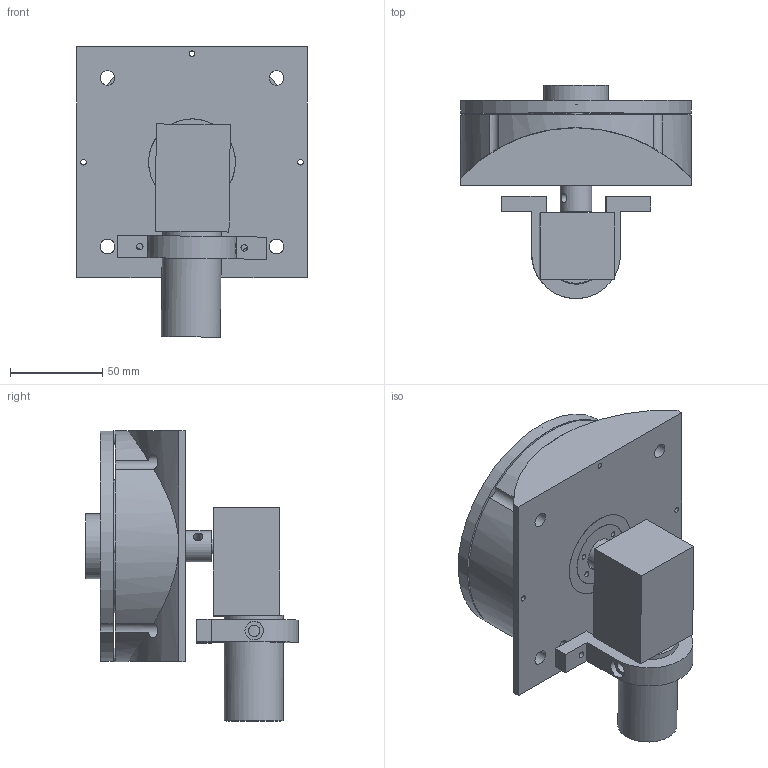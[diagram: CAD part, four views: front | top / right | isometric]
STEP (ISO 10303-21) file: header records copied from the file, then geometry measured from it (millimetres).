
FILE_DESCRIPTION(/* description */ (''),/* implementation_level */ '2;1');
FILE_NAME(/* name */ 'CycloidDrive.stp',/* time_stamp */ '2025-10-24T01:20:20-05:00',/* author */ ('aul12'),/* organization */ (''),/* preprocessor_version */ 'ST-DEVELOPER v19.2',/* originating_system */ 'Autodesk Inventor 2024',/* authorisation */ '');
FILE_SCHEMA (('AUTOMOTIVE_DESIGN { 1 0 10303 214 3 1 1 }'));
Length unit declared in the file: millimetre
Products named in the file (14): CycloidDrive; OuterShell; BearingAPart; InputShaft; 17x30Bearing; Gear; BearingBPart; M3x25mmScrew; OuterShellTop; 35x47Bearing; M3x40mmScrew; 3x7Bearing; DCMotor12V200RPM; MotorConnector
Assembly tree (50 placements, depth 2):
  CycloidDrive
    OuterShell
    BearingAPart
    17x30Bearing  x4
    35x47Bearing  x2
    InputShaft
    Gear  x2
    BearingBPart
    3x7Bearing  x28
    M3x25mmScrew  x6
    OuterShellTop
    M3x40mmScrew
    DCMotor12V200RPM
    MotorConnector
Bounding box: 125 x 115.25 x 157.2 mm (x, y, z)
Volume: 595725.7 mm3; surface area: 197792.6 mm2
Topology: 50 solids, 50 shells, 538 faces, 1072 edges, 687 vertices
Faces by surface type: cylinder 291, plane 220, cone 18, torus 7, bspline 2
Full cylindrical faces by diameter (mm): 3 x64, 3.125 x4, 3.25 x18, 3.5 x4, 5 x15, 5.7 x7, 6 x28, 6.125 x2, 7 x28, 7.5 x4, 8 x5, 10 x18, 11.1 x12, 17 x8, 18.5 x1, 21 x3, 30 x8, 32 x1, 35 x3, 35.25 x1, 47 x4, 72 x2, 110 x2
Entity records: 13498 total; most frequent: CARTESIAN_POINT 3859, DIRECTION 2133, ORIENTED_EDGE 1632, AXIS2_PLACEMENT_3D 910, EDGE_CURVE 816, EDGE_LOOP 547, VERTEX_POINT 517, CIRCLE 473
